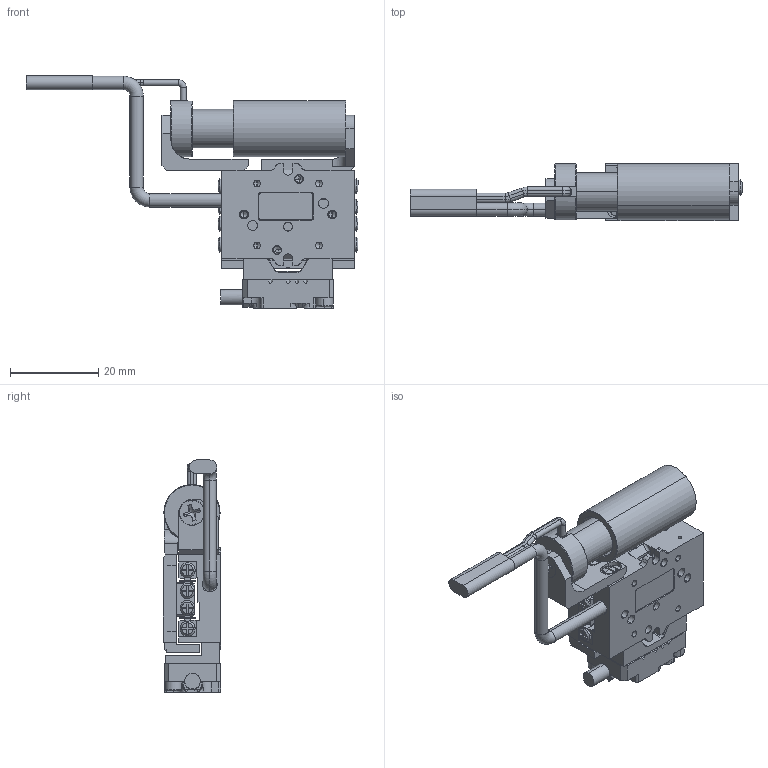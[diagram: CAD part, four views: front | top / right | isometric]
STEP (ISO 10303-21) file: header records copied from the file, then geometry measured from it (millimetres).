
FILE_DESCRIPTION (( 'STEP AP214' ), '1' );
FILE_NAME ('PPS-20-32X10.STEP', '2023-02-28T22:02:46', ( '' ), ( '' ), 'SwSTEP 2.0', 'SolidWorks 2020', '' );
FILE_SCHEMA (( 'AUTOMOTIVE_DESIGN' ));
Length unit declared in the file: millimetre
Products named in the file (25): PPS-20, Carriage, Master Part_30mm.STEP; Dowel Pin, M-DIN_M02 x 004.STEP; SCREW, SHCS-S, M-DIN_M1.6 x 0.35 x 05mm.STEP; 430523 PPS-20, Voice Coil, Carriage Bracket.STEP; Dowel Pin, M-DIN_M01 x 004.STEP; FHMS 4-40x3-16'''''''' (93085A105).STEP; PPS-20-32X10; NB Slide Way SVW 1000 Rail_SVW 1030.STEP; NB Slide Way SVW 1000 Cage_SVW 1030-8Z Custom.STEP; 110212 Encoder Head, Renishaw Atom, Atmospheric_Demo.STEP; NB Slide Way SVW 1000 Center Way_SVW 1030.STEP; 110145 Motor, Voice Coil, Moticont, LVCM-013, Housing_LVCM-013-025-02.STEP; PPS-20, Back Cover, Master Part.STEP; 130160 Bearing, NB, Slide Way, SVW 1000_SVW 1030-8Z Custom (Rigid at Center).STEP; SCREW, SHCS-S, M-DIN_M2 x 0.4 x 06mm.STEP; 430524 PPS-20, Voice Coil, Base Bracket.STEP; Set Screw, Cup-H, E-ASME_E1-72 x 1''''16.STEP; SCREW, MS-PPH, M-JCIS_M1.6 x 0.35 x 4mm.STEP; SCREW, MS-PFH, M-DIN_M2 x 0.4 x 05mm.STEP; 110145 Motor, Voice Coil, Moticont, LVCM-013, Forcer_LVCM-013-025-02.STEP; PPS-20, Base, Master Part_30.STEP; Voice-coil wires_31xx0.STEP; PPS-20, Scale Bracket, Renishaw Atom, RCLC, RKLF, Master Part_30mm.STEP; SCREW, MS-SCH, M-DIN_M1.6 x 0.35 x 03mm.STEP; 431420 PPS-20, Encoder Bracket, Renishaw Atom, RKLF, Tape Scale.STEP
Assembly tree (44 placements, depth 3):
  PPS-20-32X10
    130160 Bearing, NB, Slide Way, SVW 1000_SVW 1030-8Z Custom (Rigid at Center).STEP
      NB Slide Way SVW 1000 Rail_SVW 1030.STEP  x2
      NB Slide Way SVW 1000 Center Way_SVW 1030.STEP
      NB Slide Way SVW 1000 Cage_SVW 1030-8Z Custom.STEP  x2
    PPS-20, Base, Master Part_30.STEP
    PPS-20, Back Cover, Master Part.STEP
    PPS-20, Carriage, Master Part_30mm.STEP
    Dowel Pin, M-DIN_M02 x 004.STEP  x2
    SCREW, MS-PFH, M-DIN_M2 x 0.4 x 05mm.STEP  x3
    Set Screw, Cup-H, E-ASME_E1-72 x 1''''16.STEP  x3
    SCREW, MS-PPH, M-JCIS_M1.6 x 0.35 x 4mm.STEP  x10
    430524 PPS-20, Voice Coil, Base Bracket.STEP
    SCREW, MS-SCH, M-DIN_M1.6 x 0.35 x 03mm.STEP  x2
    430523 PPS-20, Voice Coil, Carriage Bracket.STEP
    110145 Motor, Voice Coil, Moticont, LVCM-013, Forcer_LVCM-013-025-02.STEP
    110145 Motor, Voice Coil, Moticont, LVCM-013, Housing_LVCM-013-025-02.STEP
    FHMS 4-40x3-16'''''''' (93085A105).STEP  x2
    PPS-20, Scale Bracket, Renishaw Atom, RCLC, RKLF, Master Part_30mm.STEP
    431420 PPS-20, Encoder Bracket, Renishaw Atom, RKLF, Tape Scale.STEP
    110212 Encoder Head, Renishaw Atom, Atmospheric_Demo.STEP
    SCREW, SHCS-S, M-DIN_M2 x 0.4 x 06mm.STEP  x2
    SCREW, SHCS-S, M-DIN_M1.6 x 0.35 x 05mm.STEP  x2
    Dowel Pin, M-DIN_M01 x 004.STEP
    Voice-coil wires_31xx0.STEP
Bounding box: 75.04 x 13 x 52.46 mm (x, y, z)
Volume: 13526.6 mm3; surface area: 16763.6 mm2
Topology: 43 solids, 43 shells, 2077 faces, 5312 edges, 3339 vertices
Faces by surface type: plane 943, cylinder 670, cone 302, torus 112, bspline 42, sphere 8
Entity records: 48195 total; most frequent: CARTESIAN_POINT 12057, ORIENTED_EDGE 7090, DIRECTION 6968, EDGE_CURVE 3545, AXIS2_PLACEMENT_3D 2453, VERTEX_POINT 2279, LINE 2062, VECTOR 2062
